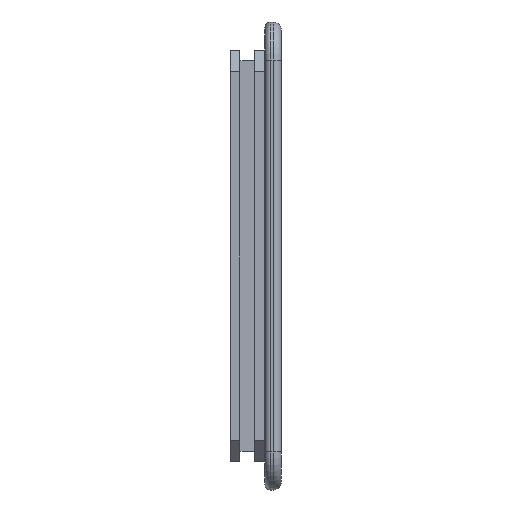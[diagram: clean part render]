
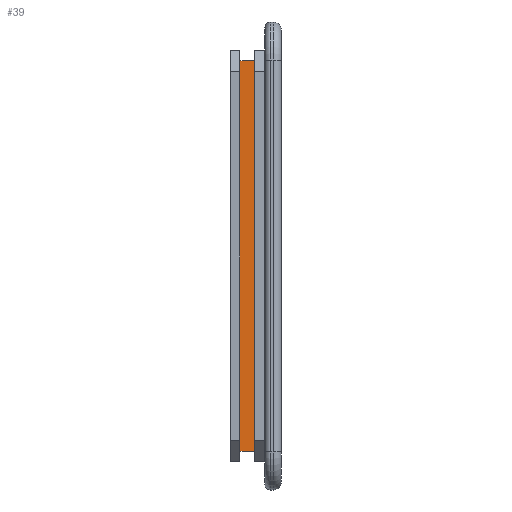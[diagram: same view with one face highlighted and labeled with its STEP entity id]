
A CAD part, left-side view. The second image highlights one B-rep face of the part: STEP entity #39.
In plain terms, the highlighted planar face has unit normal (-1, 0, 0).
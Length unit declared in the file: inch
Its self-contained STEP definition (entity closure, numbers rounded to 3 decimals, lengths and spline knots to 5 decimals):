
#39 = ADVANCED_FACE ( 'NONE', ( #1113 ), #688, .T. ) ;
#135 = CARTESIAN_POINT ( 'NONE',  ( 0.0715, 0.049, -0.7885 ) ) ;
#145 = ORIENTED_EDGE ( 'NONE', *, *, #1177, .T. ) ;
#173 = VERTEX_POINT ( 'NONE', #2678 ) ;
#248 = VECTOR ( 'NONE', #2698, 39.37008 ) ;
#251 = CARTESIAN_POINT ( 'NONE',  ( 0.0715, 0.049, -0.0715 ) ) ;
#302 = LINE ( 'NONE', #1150, #781 ) ;
#363 = EDGE_CURVE ( 'NONE', #534, #2633, #898, .T. ) ;
#372 = AXIS2_PLACEMENT_3D ( 'NONE', #673, #1729, #1299 ) ;
#424 = CARTESIAN_POINT ( 'NONE',  ( 0.0715, 0.049, -0.7885 ) ) ;
#534 = VERTEX_POINT ( 'NONE', #542 ) ;
#542 = CARTESIAN_POINT ( 'NONE',  ( 0.0715, 0.049, -0.0715 ) ) ;
#673 = CARTESIAN_POINT ( 'NONE',  ( 0.0715, 0.049, -0.7885 ) ) ;
#688 = PLANE ( 'NONE',  #372 ) ;
#781 = VECTOR ( 'NONE', #1993, 39.37008 ) ;
#898 = LINE ( 'NONE', #251, #1211 ) ;
#1113 = FACE_OUTER_BOUND ( 'NONE', #2098, .T. ) ;
#1150 = CARTESIAN_POINT ( 'NONE',  ( 0.0715, 0.076, -0.7885 ) ) ;
#1177 = EDGE_CURVE ( 'NONE', #173, #534, #2158, .T. ) ;
#1211 = VECTOR ( 'NONE', #2138, 39.37008 ) ;
#1248 = CARTESIAN_POINT ( 'NONE',  ( 0.0715, 0.076, -0.0715 ) ) ;
#1299 = DIRECTION ( 'NONE',  ( 0., 0., 1. ) ) ;
#1489 = DIRECTION ( 'NONE',  ( 0., 0., 1. ) ) ;
#1729 = DIRECTION ( 'NONE',  ( -1., 0., 0. ) ) ;
#1745 = VECTOR ( 'NONE', #1489, 39.37008 ) ;
#1751 = ORIENTED_EDGE ( 'NONE', *, *, #2282, .F. ) ;
#1804 = LINE ( 'NONE', #135, #248 ) ;
#1993 = DIRECTION ( 'NONE',  ( 0., 0., 1. ) ) ;
#2040 = CARTESIAN_POINT ( 'NONE',  ( 0.0715, 0.076, -0.7885 ) ) ;
#2098 = EDGE_LOOP ( 'NONE', ( #2379, #1751, #145, #2485 ) ) ;
#2138 = DIRECTION ( 'NONE',  ( 0., 1., 0. ) ) ;
#2151 = EDGE_CURVE ( 'NONE', #2592, #2633, #302, .T. ) ;
#2158 = LINE ( 'NONE', #424, #1745 ) ;
#2282 = EDGE_CURVE ( 'NONE', #173, #2592, #1804, .T. ) ;
#2379 = ORIENTED_EDGE ( 'NONE', *, *, #2151, .F. ) ;
#2485 = ORIENTED_EDGE ( 'NONE', *, *, #363, .T. ) ;
#2592 = VERTEX_POINT ( 'NONE', #2040 ) ;
#2633 = VERTEX_POINT ( 'NONE', #1248 ) ;
#2678 = CARTESIAN_POINT ( 'NONE',  ( 0.0715, 0.049, -0.7885 ) ) ;
#2698 = DIRECTION ( 'NONE',  ( 0., 1., 0. ) ) ;
